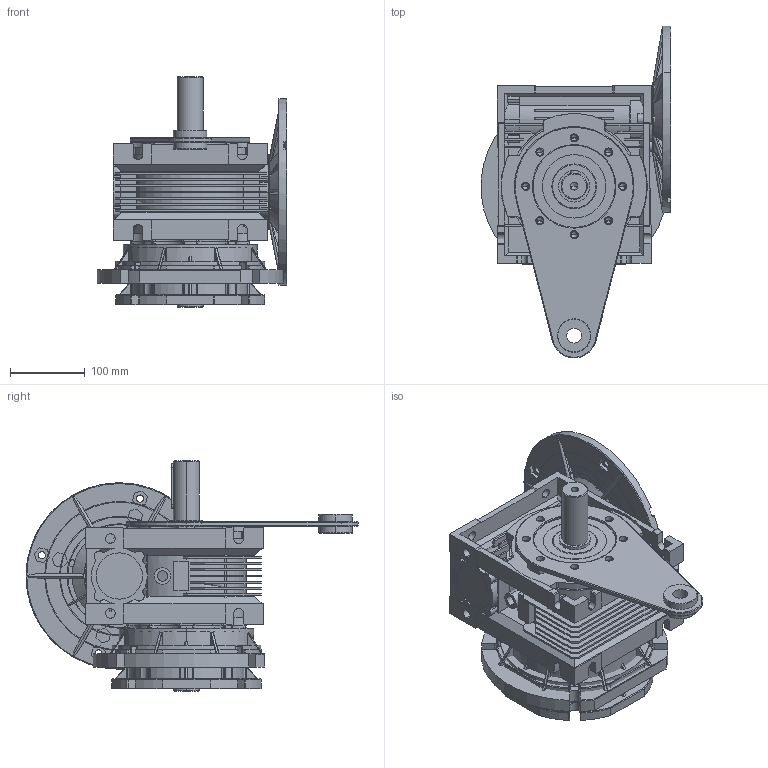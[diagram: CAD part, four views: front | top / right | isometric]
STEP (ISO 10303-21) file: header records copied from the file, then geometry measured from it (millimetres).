
FILE_DESCRIPTION (( 'STEP AP214' ), '1' );
FILE_NAME ('MK-95 N.STEP', '2009-04-29T08:26:12', ( 'Enginy' ), ( 'Usuario' ), 'SwSTEP 2.0', 'SolidWorks 2009', '' );
FILE_SCHEMA (( 'AUTOMOTIVE_DESIGN' ));
Length unit declared in the file: millimetre
Products named in the file (20): Brida 90-B5 (MK-90); Brida 90-B14 (MK-90); Brida 90-B5 R (MK-90); Eje doble MK-90; Eje simple MK-90; Brida 100-B5 (MK-90); Brida 100-B5 R (MK-90); Campana MK-90BD; Campana MK-90BB; Brida 100-B14 (MK-90); Campana MK-90BC; Brida 112-B5 R (MK-90); Brida 112-B5 (MK-90); Campana MK-90B (STANDARD); Brazo de reaccion MK-90; Brida 112-B14 (MK-90); MK-95 N; Brida 80-B14 (MK-90); Brida 80-B5 (MK-90); Cuerpo MK-90_Predeterminado<Como mecanizada>
Assembly tree (19 placements, depth 2):
  MK-95 N
    Campana MK-90B (STANDARD)
    Brida 112-B5 R (MK-90)
    Eje simple MK-90
    Brida 80-B14 (MK-90)
    Brazo de reaccion MK-90
    Eje doble MK-90
    Campana MK-90BC
    Brida 100-B5 R (MK-90)
    Cuerpo MK-90_Predeterminado<Como mecanizada>
    Campana MK-90BB
    Brida 112-B14 (MK-90)
    Brida 90-B5 (MK-90)
    Brida 80-B5 (MK-90)
    Brida 90-B14 (MK-90)
    Brida 100-B5 (MK-90)
    Brida 100-B14 (MK-90)
    Brida 112-B5 (MK-90)
    Brida 90-B5 R (MK-90)
    Campana MK-90BD
Bounding box: 254.09 x 445 x 309 mm (x, y, z)
Volume: 9437915.7 mm3; surface area: 2061267.4 mm2
Topology: 24 solids, 24 shells, 3608 faces, 9914 edges, 6418 vertices
Faces by surface type: cylinder 1773, plane 1372, torus 240, cone 179, sphere 36, bspline 8
Entity records: 146361 total; most frequent: CARTESIAN_POINT 28330, DIRECTION 19883, ORIENTED_EDGE 19708, EDGE_CURVE 9854, AXIS2_PLACEMENT_3D 7476, VERTEX_POINT 6410, VECTOR 4931, LINE 4931
